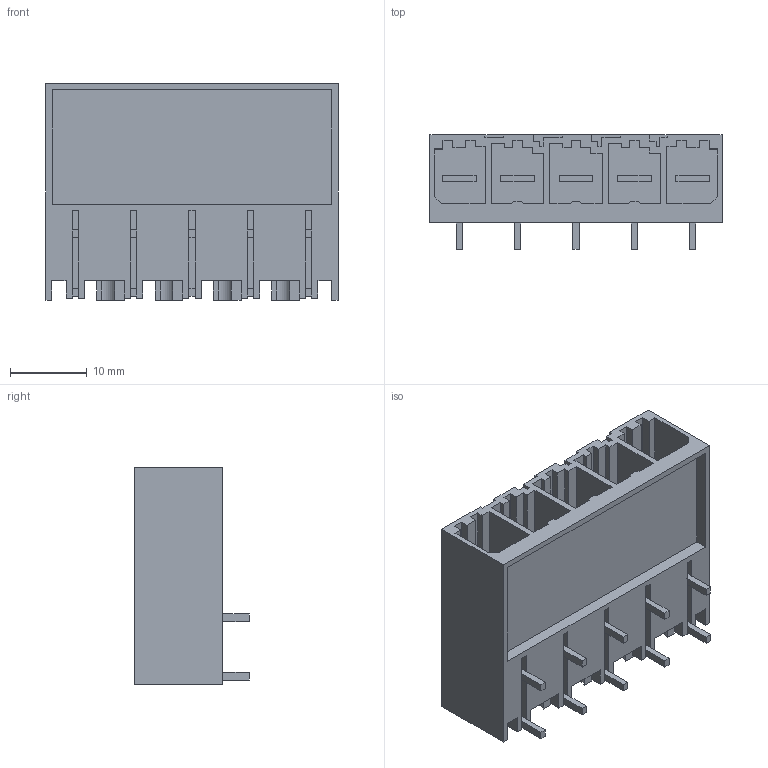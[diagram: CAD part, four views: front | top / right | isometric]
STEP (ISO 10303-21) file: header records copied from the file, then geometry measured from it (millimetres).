
FILE_DESCRIPTION(('CATIA V5 STEP Exchange','CAx-IF Rec.Pracs.--- Model Styling and Organization---1.2---2011-12-15'),'2;1');
FILE_NAME ('D1459368_0_1930300000_1930300000.stp','2016-11-14T10:53:45+00:00',('none'),('Weidmueller'),'CATIA Version 5-6 Release 2014','CATIA V5 STEP AP214','none');
FILE_SCHEMA(('AUTOMOTIVE_DESIGN { 1 0 10303 214 1 1 1 1 }'));
Length unit declared in the file: millimetre
Products named in the file (1): 1930300000_S
Bounding box: 38.1 x 14.9 x 28.3 mm (x, y, z)
Volume: 6118.4 mm3; surface area: 9744 mm2
Topology: 6 solids, 6 shells, 412 faces, 1225 edges, 826 vertices
Faces by surface type: plane 388, cylinder 24
Entity records: 12743 total; most frequent: ORIENTED_EDGE 2450, CARTESIAN_POINT 2298, DIRECTION 1705, EDGE_CURVE 1225, VECTOR 1157, LINE 1157, VERTEX_POINT 826, EDGE_LOOP 423
